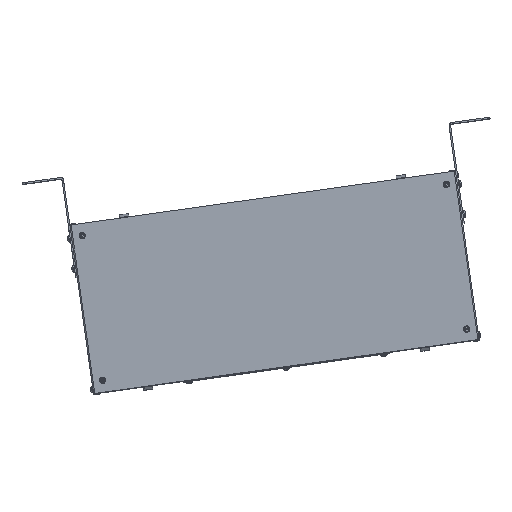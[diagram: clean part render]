
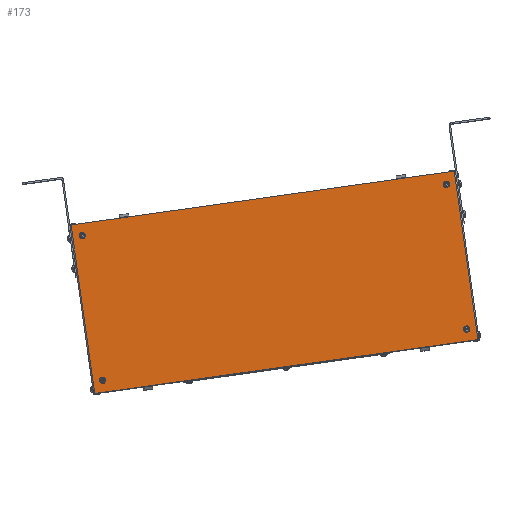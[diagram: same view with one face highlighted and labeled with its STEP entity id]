
A CAD part, top view. The second image highlights one B-rep face of the part: STEP entity #173.
In plain terms, the highlighted planar face has unit normal (0, 0, 1).
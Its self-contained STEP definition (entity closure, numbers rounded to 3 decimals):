
#40=CARTESIAN_POINT('Vertex',(-486.344,29.896,173.)) ;
#56=CARTESIAN_POINT('Vertex',(-490.419,37.356,173.)) ;
#59=CARTESIAN_POINT('Axis2P3D Location',(-488.382,33.626,173.)) ;
#71=CARTESIAN_POINT('Axis2P3D Location',(-487.493,-63.95,173.)) ;
#76=CARTESIAN_POINT('Line Origine',(19.92,7.362,173.)) ;
#80=CARTESIAN_POINT('Vertex',(35.612,-104.29,173.)) ;
#82=CARTESIAN_POINT('Vertex',(4.228,119.015,173.)) ;
#85=CARTESIAN_POINT('Line Origine',(-249.478,83.359,173.)) ;
#89=CARTESIAN_POINT('Vertex',(-503.185,47.703,173.)) ;
#92=CARTESIAN_POINT('Line Origine',(-487.493,-63.95,173.)) ;
#96=CARTESIAN_POINT('Vertex',(-471.801,-175.603,173.)) ;
#99=CARTESIAN_POINT('Line Origine',(-218.095,-139.946,173.)) ;
#110=CARTESIAN_POINT('Axis2P3D Location',(20.809,-90.214,173.)) ;
#114=CARTESIAN_POINT('Vertex',(22.846,-93.943,173.)) ;
#116=CARTESIAN_POINT('Vertex',(18.771,-86.484,173.)) ;
#119=CARTESIAN_POINT('Axis2P3D Location',(20.809,-90.214,173.)) ;
#128=CARTESIAN_POINT('Axis2P3D Location',(-6.121,101.403,173.)) ;
#132=CARTESIAN_POINT('Vertex',(-8.159,105.133,173.)) ;
#134=CARTESIAN_POINT('Vertex',(-4.084,97.674,173.)) ;
#137=CARTESIAN_POINT('Axis2P3D Location',(-6.121,101.403,173.)) ;
#146=CARTESIAN_POINT('Axis2P3D Location',(-461.452,-157.991,173.)) ;
#150=CARTESIAN_POINT('Vertex',(-463.489,-154.261,173.)) ;
#152=CARTESIAN_POINT('Vertex',(-459.414,-161.721,173.)) ;
#155=CARTESIAN_POINT('Axis2P3D Location',(-461.452,-157.991,173.)) ;
#164=CARTESIAN_POINT('Axis2P3D Location',(-488.382,33.626,173.)) ;
#78=VECTOR('Line Direction',#77,1.) ;
#87=VECTOR('Line Direction',#86,1.) ;
#94=VECTOR('Line Direction',#93,1.) ;
#101=VECTOR('Line Direction',#100,1.) ;
#60=DIRECTION('Axis2P3D Direction',(0.,0.,1.)) ;
#72=DIRECTION('Axis2P3D Direction',(0.,0.,-1.)) ;
#73=DIRECTION('Axis2P3D XDirection',(0.99,0.139,0.)) ;
#77=DIRECTION('Vector Direction',(-0.139,0.99,0.)) ;
#86=DIRECTION('Vector Direction',(-0.99,-0.139,0.)) ;
#93=DIRECTION('Vector Direction',(0.139,-0.99,0.)) ;
#100=DIRECTION('Vector Direction',(0.99,0.139,0.)) ;
#111=DIRECTION('Axis2P3D Direction',(0.,0.,-1.)) ;
#120=DIRECTION('Axis2P3D Direction',(0.,0.,-1.)) ;
#129=DIRECTION('Axis2P3D Direction',(0.,0.,-1.)) ;
#138=DIRECTION('Axis2P3D Direction',(0.,0.,-1.)) ;
#147=DIRECTION('Axis2P3D Direction',(0.,0.,-1.)) ;
#156=DIRECTION('Axis2P3D Direction',(0.,0.,-1.)) ;
#165=DIRECTION('Axis2P3D Direction',(0.,0.,-1.)) ;
#61=AXIS2_PLACEMENT_3D('Circle Axis2P3D',#59,#60,$) ;
#74=AXIS2_PLACEMENT_3D('Plane Axis2P3D',#71,#72,#73) ;
#112=AXIS2_PLACEMENT_3D('Circle Axis2P3D',#110,#111,$) ;
#121=AXIS2_PLACEMENT_3D('Circle Axis2P3D',#119,#120,$) ;
#130=AXIS2_PLACEMENT_3D('Circle Axis2P3D',#128,#129,$) ;
#139=AXIS2_PLACEMENT_3D('Circle Axis2P3D',#137,#138,$) ;
#148=AXIS2_PLACEMENT_3D('Circle Axis2P3D',#146,#147,$) ;
#157=AXIS2_PLACEMENT_3D('Circle Axis2P3D',#155,#156,$) ;
#166=AXIS2_PLACEMENT_3D('Circle Axis2P3D',#164,#165,$) ;
#79=LINE('Line',#76,#78) ;
#88=LINE('Line',#85,#87) ;
#95=LINE('Line',#92,#94) ;
#102=LINE('Line',#99,#101) ;
#62=CIRCLE('generated circle',#61,4.25) ;
#113=CIRCLE('generated circle',#112,4.25) ;
#122=CIRCLE('generated circle',#121,4.25) ;
#131=CIRCLE('generated circle',#130,4.25) ;
#140=CIRCLE('generated circle',#139,4.25) ;
#149=CIRCLE('generated circle',#148,4.25) ;
#158=CIRCLE('generated circle',#157,4.25) ;
#167=CIRCLE('generated circle',#166,4.25) ;
#75=PLANE('',#74) ;
#127=FACE_BOUND('',#124,.T.) ;
#145=FACE_BOUND('',#142,.T.) ;
#163=FACE_BOUND('',#160,.T.) ;
#172=FACE_BOUND('',#169,.T.) ;
#63=EDGE_CURVE('',#57,#41,#62,.T.) ;
#84=EDGE_CURVE('',#81,#83,#79,.T.) ;
#91=EDGE_CURVE('',#90,#83,#88,.F.) ;
#98=EDGE_CURVE('',#90,#97,#95,.T.) ;
#103=EDGE_CURVE('',#97,#81,#102,.T.) ;
#118=EDGE_CURVE('',#115,#117,#113,.F.) ;
#123=EDGE_CURVE('',#117,#115,#122,.F.) ;
#136=EDGE_CURVE('',#133,#135,#131,.F.) ;
#141=EDGE_CURVE('',#135,#133,#140,.F.) ;
#154=EDGE_CURVE('',#151,#153,#149,.F.) ;
#159=EDGE_CURVE('',#153,#151,#158,.F.) ;
#168=EDGE_CURVE('',#41,#57,#167,.F.) ;
#105=ORIENTED_EDGE('',*,*,#84,.T.) ;
#106=ORIENTED_EDGE('',*,*,#91,.F.) ;
#107=ORIENTED_EDGE('',*,*,#98,.T.) ;
#108=ORIENTED_EDGE('',*,*,#103,.T.) ;
#125=ORIENTED_EDGE('',*,*,#118,.F.) ;
#126=ORIENTED_EDGE('',*,*,#123,.F.) ;
#143=ORIENTED_EDGE('',*,*,#136,.F.) ;
#144=ORIENTED_EDGE('',*,*,#141,.F.) ;
#161=ORIENTED_EDGE('',*,*,#154,.F.) ;
#162=ORIENTED_EDGE('',*,*,#159,.F.) ;
#170=ORIENTED_EDGE('',*,*,#63,.F.) ;
#171=ORIENTED_EDGE('',*,*,#168,.F.) ;
#104=EDGE_LOOP('',(#105,#106,#107,#108)) ;
#124=EDGE_LOOP('',(#125,#126)) ;
#142=EDGE_LOOP('',(#143,#144)) ;
#160=EDGE_LOOP('',(#161,#162)) ;
#169=EDGE_LOOP('',(#170,#171)) ;
#41=VERTEX_POINT('',#40) ;
#57=VERTEX_POINT('',#56) ;
#81=VERTEX_POINT('',#80) ;
#83=VERTEX_POINT('',#82) ;
#90=VERTEX_POINT('',#89) ;
#97=VERTEX_POINT('',#96) ;
#115=VERTEX_POINT('',#114) ;
#117=VERTEX_POINT('',#116) ;
#133=VERTEX_POINT('',#132) ;
#135=VERTEX_POINT('',#134) ;
#151=VERTEX_POINT('',#150) ;
#153=VERTEX_POINT('',#152) ;
#173=ADVANCED_FACE('PartBody',(#109,#127,#145,#163,#172),#75,.F.) ;
#109=FACE_OUTER_BOUND('',#104,.T.) ;
